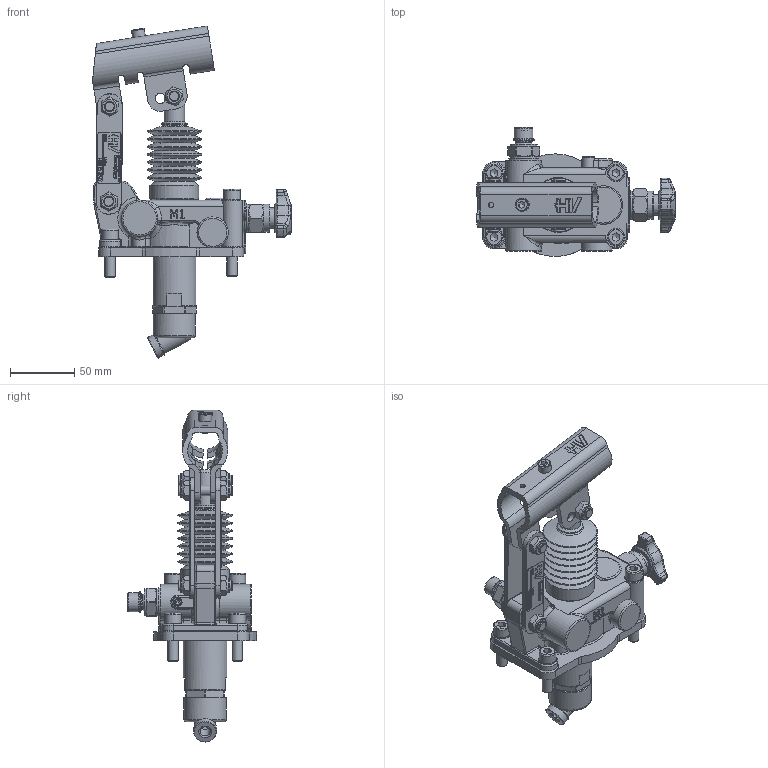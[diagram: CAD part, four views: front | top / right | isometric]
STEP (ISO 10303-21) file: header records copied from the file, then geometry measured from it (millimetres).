
FILE_DESCRIPTION((''),'2;1');
FILE_NAME('6067.0037.00.50_STEP.stp','2020-02-19T11:34:27',('Administrator'),(''),'Autodesk Inventor 2013','Autodesk Inventor 2013','');
FILE_SCHEMA(('CONFIG_CONTROL_DESIGN'));
Length unit declared in the file: millimetre
Products named in the file (1): 6067.0037.00
Bounding box: 154.92 x 100.5 x 258.56 mm (x, y, z)
Volume: 312987.9 mm3; surface area: 141521.3 mm2
Topology: 1 solids, 12 shells, 1566 faces, 3903 edges, 2448 vertices
Faces by surface type: plane 725, cylinder 359, bspline 195, torus 146, cone 122, sphere 19
Full cylindrical faces by diameter (mm): 4 x2, 5 x2, 6 x2, 8 x26, 8.5 x4, 10 x2, 11.05 x6, 12 x4, 13 x4, 13.5 x1, 14 x4, 14.5 x1, 16 x2, 16.5 x1, 18 x2, 19 x1, 20 x2, 20.5 x1, 21 x2, 21.8 x2, 22 x1, 23 x2, 24 x1, 28 x2, 29 x10, 33 x1, 34 x1, 38.004 x1
Entity records: 48621 total; most frequent: CARTESIAN_POINT 12233, ORIENTED_EDGE 7208, DIRECTION 6789, EDGE_CURVE 3604, AXIS2_PLACEMENT_3D 2436, VERTEX_POINT 2371, VECTOR 1917, LINE 1917
